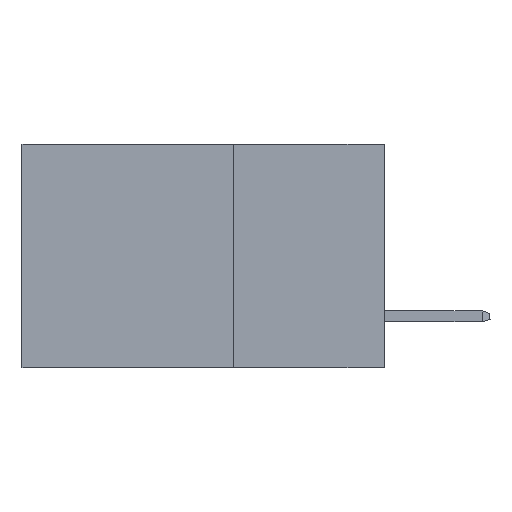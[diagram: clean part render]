
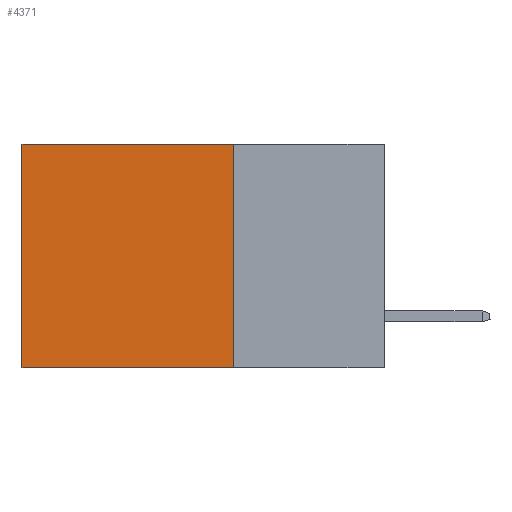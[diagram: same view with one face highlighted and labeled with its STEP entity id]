
A CAD part, left-side view. The second image highlights one B-rep face of the part: STEP entity #4371.
In plain terms, the highlighted planar face has unit normal (-1, 0, 0).
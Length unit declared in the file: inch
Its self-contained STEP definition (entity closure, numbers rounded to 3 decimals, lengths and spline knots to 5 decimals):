
#349 = VERTEX_POINT ( 'NONE', #9664 ) ;
#364 = LINE ( 'NONE', #1231, #7897 ) ;
#954 = EDGE_CURVE ( 'NONE', #349, #5657, #7797, .T. ) ;
#1231 = CARTESIAN_POINT ( 'NONE',  ( 0.298, 0.6, 0. ) ) ;
#1631 = PLANE ( 'NONE',  #10658 ) ;
#2020 = CARTESIAN_POINT ( 'NONE',  ( 0.298, 0.25, 0. ) ) ;
#2337 = ORIENTED_EDGE ( 'NONE', *, *, #9435, .T. ) ;
#2404 = ORIENTED_EDGE ( 'NONE', *, *, #2591, .F. ) ;
#2429 = ORIENTED_EDGE ( 'NONE', *, *, #954, .F. ) ;
#2591 = EDGE_CURVE ( 'NONE', #10141, #349, #5867, .T. ) ;
#2618 = CARTESIAN_POINT ( 'NONE',  ( 0.298, 0.25, -0.37 ) ) ;
#2644 = DIRECTION ( 'NONE',  ( 0., 0., -1. ) ) ;
#2755 = ORIENTED_EDGE ( 'NONE', *, *, #7065, .T. ) ;
#3024 = DIRECTION ( 'NONE',  ( 0., 0., -1. ) ) ;
#4142 = DIRECTION ( 'NONE',  ( 0., 1., 0. ) ) ;
#4371 = ADVANCED_FACE ( 'NONE', ( #9369 ), #1631, .F. ) ;
#4616 = CARTESIAN_POINT ( 'NONE',  ( 0.298, 0.25, 0. ) ) ;
#5576 = DIRECTION ( 'NONE',  ( 0., 1., 0. ) ) ;
#5611 = VECTOR ( 'NONE', #3024, 39.37008 ) ;
#5657 = VERTEX_POINT ( 'NONE', #10585 ) ;
#5867 = LINE ( 'NONE', #2020, #5611 ) ;
#5988 = VERTEX_POINT ( 'NONE', #6373 ) ;
#6373 = CARTESIAN_POINT ( 'NONE',  ( 0.298, 0.6, 0. ) ) ;
#7065 = EDGE_CURVE ( 'NONE', #5988, #5657, #364, .T. ) ;
#7145 = VECTOR ( 'NONE', #5576, 39.37008 ) ;
#7797 = LINE ( 'NONE', #2618, #10519 ) ;
#7874 = DIRECTION ( 'NONE',  ( 1., 0., 0. ) ) ;
#7897 = VECTOR ( 'NONE', #8317, 39.37008 ) ;
#8089 = EDGE_LOOP ( 'NONE', ( #2755, #2429, #2404, #2337 ) ) ;
#8317 = DIRECTION ( 'NONE',  ( 0., 0., -1. ) ) ;
#9118 = LINE ( 'NONE', #10840, #7145 ) ;
#9228 = CARTESIAN_POINT ( 'NONE',  ( 0.298, 0.25, 0. ) ) ;
#9369 = FACE_OUTER_BOUND ( 'NONE', #8089, .T. ) ;
#9435 = EDGE_CURVE ( 'NONE', #10141, #5988, #9118, .T. ) ;
#9664 = CARTESIAN_POINT ( 'NONE',  ( 0.298, 0.25, -0.37 ) ) ;
#10141 = VERTEX_POINT ( 'NONE', #9228 ) ;
#10519 = VECTOR ( 'NONE', #4142, 39.37008 ) ;
#10585 = CARTESIAN_POINT ( 'NONE',  ( 0.298, 0.6, -0.37 ) ) ;
#10658 = AXIS2_PLACEMENT_3D ( 'NONE', #4616, #7874, #2644 ) ;
#10840 = CARTESIAN_POINT ( 'NONE',  ( 0.298, 0.25, 0. ) ) ;
